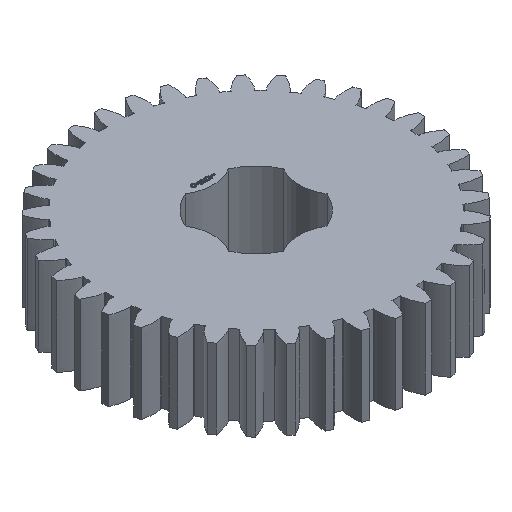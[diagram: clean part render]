
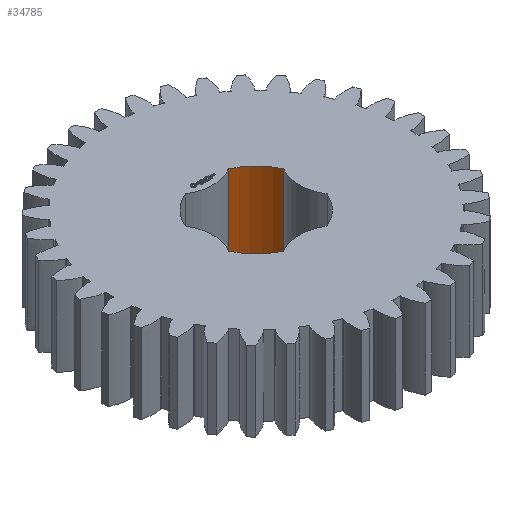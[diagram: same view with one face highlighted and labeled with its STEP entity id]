
A CAD part, isometric view. The second image highlights one B-rep face of the part: STEP entity #34785.
In plain terms, the highlighted cylindrical face has radius 6.35 mm (diameter 12.7 mm), a partial arc.
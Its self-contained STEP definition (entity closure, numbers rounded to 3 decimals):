
#93 = PLANE('',#94);
#94 = AXIS2_PLACEMENT_3D('',#95,#96,#97);
#95 = CARTESIAN_POINT('',(0.,0.,9.375)
  );
#96 = DIRECTION('',(0.,0.,1.));
#97 = DIRECTION('',(1.,0.,0.));
#168 = PLANE('',#169);
#169 = AXIS2_PLACEMENT_3D('',#170,#171,#172);
#170 = CARTESIAN_POINT('',(0.,0.,0.));
#171 = DIRECTION('',(0.,0.,1.));
#172 = DIRECTION('',(1.,0.,0.));
#10748 = VERTEX_POINT('',#10749);
#10749 = CARTESIAN_POINT('',(2.55,5.816,0.));
#10764 = CYLINDRICAL_SURFACE('',#10765,4.9);
#10765 = AXIS2_PLACEMENT_3D('',#10766,#10767,#10768);
#10766 = CARTESIAN_POINT('',(0.,10.,0.));
#10767 = DIRECTION('',(0.,-0.,-1.));
#10768 = DIRECTION('',(0.707,0.707,0.));
#10776 = EDGE_CURVE('',#10777,#10748,#10779,.T.);
#10777 = VERTEX_POINT('',#10778);
#10778 = CARTESIAN_POINT('',(5.816,2.55,0.));
#10779 = SURFACE_CURVE('',#10780,(#10785,#10792),.PCURVE_S1.);
#10780 = CIRCLE('',#10781,6.35);
#10781 = AXIS2_PLACEMENT_3D('',#10782,#10783,#10784);
#10782 = CARTESIAN_POINT('',(0.,0.,0.));
#10783 = DIRECTION('',(0.,-0.,1.));
#10784 = DIRECTION('',(0.707,0.707,0.));
#10785 = PCURVE('',#168,#10786);
#10786 = DEFINITIONAL_REPRESENTATION('',(#10787),#10791);
#10787 = CIRCLE('',#10788,6.35);
#10788 = AXIS2_PLACEMENT_2D('',#10789,#10790);
#10789 = CARTESIAN_POINT('',(0.,0.));
#10790 = DIRECTION('',(0.707,0.707));
#10791 = ( GEOMETRIC_REPRESENTATION_CONTEXT(2) 
PARAMETRIC_REPRESENTATION_CONTEXT() REPRESENTATION_CONTEXT('2D SPACE',''
  ) );
#10792 = PCURVE('',#10793,#10798);
#10793 = CYLINDRICAL_SURFACE('',#10794,6.35);
#10794 = AXIS2_PLACEMENT_3D('',#10795,#10796,#10797);
#10795 = CARTESIAN_POINT('',(0.,0.,0.));
#10796 = DIRECTION('',(0.,-0.,-1.));
#10797 = DIRECTION('',(0.707,0.707,0.));
#10798 = DEFINITIONAL_REPRESENTATION('',(#10799),#10803);
#10799 = LINE('',#10800,#10801);
#10800 = CARTESIAN_POINT('',(-0.,0.));
#10801 = VECTOR('',#10802,1.);
#10802 = DIRECTION('',(-1.,0.));
#10803 = ( GEOMETRIC_REPRESENTATION_CONTEXT(2) 
PARAMETRIC_REPRESENTATION_CONTEXT() REPRESENTATION_CONTEXT('2D SPACE',''
  ) );
#10822 = CYLINDRICAL_SURFACE('',#10823,4.9);
#10823 = AXIS2_PLACEMENT_3D('',#10824,#10825,#10826);
#10824 = CARTESIAN_POINT('',(10.,0.,0.));
#10825 = DIRECTION('',(0.,-0.,-1.));
#10826 = DIRECTION('',(0.707,0.707,0.));
#18466 = VERTEX_POINT('',#18467);
#18467 = CARTESIAN_POINT('',(2.55,5.816,9.375));
#18489 = EDGE_CURVE('',#18490,#18466,#18492,.T.);
#18490 = VERTEX_POINT('',#18491);
#18491 = CARTESIAN_POINT('',(5.816,2.55,9.375));
#18492 = SURFACE_CURVE('',#18493,(#18498,#18505),.PCURVE_S1.);
#18493 = CIRCLE('',#18494,6.35);
#18494 = AXIS2_PLACEMENT_3D('',#18495,#18496,#18497);
#18495 = CARTESIAN_POINT('',(0.,0.,9.375
    ));
#18496 = DIRECTION('',(0.,-0.,1.));
#18497 = DIRECTION('',(0.707,0.707,0.));
#18498 = PCURVE('',#93,#18499);
#18499 = DEFINITIONAL_REPRESENTATION('',(#18500),#18504);
#18500 = CIRCLE('',#18501,6.35);
#18501 = AXIS2_PLACEMENT_2D('',#18502,#18503);
#18502 = CARTESIAN_POINT('',(0.,0.));
#18503 = DIRECTION('',(0.707,0.707));
#18504 = ( GEOMETRIC_REPRESENTATION_CONTEXT(2) 
PARAMETRIC_REPRESENTATION_CONTEXT() REPRESENTATION_CONTEXT('2D SPACE',''
  ) );
#18505 = PCURVE('',#10793,#18506);
#18506 = DEFINITIONAL_REPRESENTATION('',(#18507),#18511);
#18507 = LINE('',#18508,#18509);
#18508 = CARTESIAN_POINT('',(-0.,-9.375));
#18509 = VECTOR('',#18510,1.);
#18510 = DIRECTION('',(-1.,0.));
#18511 = ( GEOMETRIC_REPRESENTATION_CONTEXT(2) 
PARAMETRIC_REPRESENTATION_CONTEXT() REPRESENTATION_CONTEXT('2D SPACE',''
  ) );
#34762 = EDGE_CURVE('',#10777,#18490,#34763,.T.);
#34763 = SURFACE_CURVE('',#34764,(#34768,#34775),.PCURVE_S1.);
#34764 = LINE('',#34765,#34766);
#34765 = CARTESIAN_POINT('',(5.816,2.55,0.));
#34766 = VECTOR('',#34767,1.);
#34767 = DIRECTION('',(0.,0.,1.));
#34768 = PCURVE('',#10822,#34769);
#34769 = DEFINITIONAL_REPRESENTATION('',(#34770),#34774);
#34770 = LINE('',#34771,#34772);
#34771 = CARTESIAN_POINT('',(-1.809,0.));
#34772 = VECTOR('',#34773,1.);
#34773 = DIRECTION('',(-0.,-1.));
#34774 = ( GEOMETRIC_REPRESENTATION_CONTEXT(2) 
PARAMETRIC_REPRESENTATION_CONTEXT() REPRESENTATION_CONTEXT('2D SPACE',''
  ) );
#34775 = PCURVE('',#10793,#34776);
#34776 = DEFINITIONAL_REPRESENTATION('',(#34777),#34781);
#34777 = LINE('',#34778,#34779);
#34778 = CARTESIAN_POINT('',(-5.911,0.));
#34779 = VECTOR('',#34780,1.);
#34780 = DIRECTION('',(-0.,-1.));
#34781 = ( GEOMETRIC_REPRESENTATION_CONTEXT(2) 
PARAMETRIC_REPRESENTATION_CONTEXT() REPRESENTATION_CONTEXT('2D SPACE',''
  ) );
#34785 = ADVANCED_FACE('',(#34786),#10793,.F.);
#34786 = FACE_BOUND('',#34787,.T.);
#34787 = EDGE_LOOP('',(#34788,#34789,#34790,#34811));
#34788 = ORIENTED_EDGE('',*,*,#34762,.T.);
#34789 = ORIENTED_EDGE('',*,*,#18489,.T.);
#34790 = ORIENTED_EDGE('',*,*,#34791,.F.);
#34791 = EDGE_CURVE('',#10748,#18466,#34792,.T.);
#34792 = SURFACE_CURVE('',#34793,(#34797,#34804),.PCURVE_S1.);
#34793 = LINE('',#34794,#34795);
#34794 = CARTESIAN_POINT('',(2.55,5.816,0.));
#34795 = VECTOR('',#34796,1.);
#34796 = DIRECTION('',(0.,0.,1.));
#34797 = PCURVE('',#10793,#34798);
#34798 = DEFINITIONAL_REPRESENTATION('',(#34799),#34803);
#34799 = LINE('',#34800,#34801);
#34800 = CARTESIAN_POINT('',(-6.655,0.));
#34801 = VECTOR('',#34802,1.);
#34802 = DIRECTION('',(-0.,-1.));
#34803 = ( GEOMETRIC_REPRESENTATION_CONTEXT(2) 
PARAMETRIC_REPRESENTATION_CONTEXT() REPRESENTATION_CONTEXT('2D SPACE',''
  ) );
#34804 = PCURVE('',#10764,#34805);
#34805 = DEFINITIONAL_REPRESENTATION('',(#34806),#34810);
#34806 = LINE('',#34807,#34808);
#34807 = CARTESIAN_POINT('',(-4.474,0.));
#34808 = VECTOR('',#34809,1.);
#34809 = DIRECTION('',(-0.,-1.));
#34810 = ( GEOMETRIC_REPRESENTATION_CONTEXT(2) 
PARAMETRIC_REPRESENTATION_CONTEXT() REPRESENTATION_CONTEXT('2D SPACE',''
  ) );
#34811 = ORIENTED_EDGE('',*,*,#10776,.F.);
